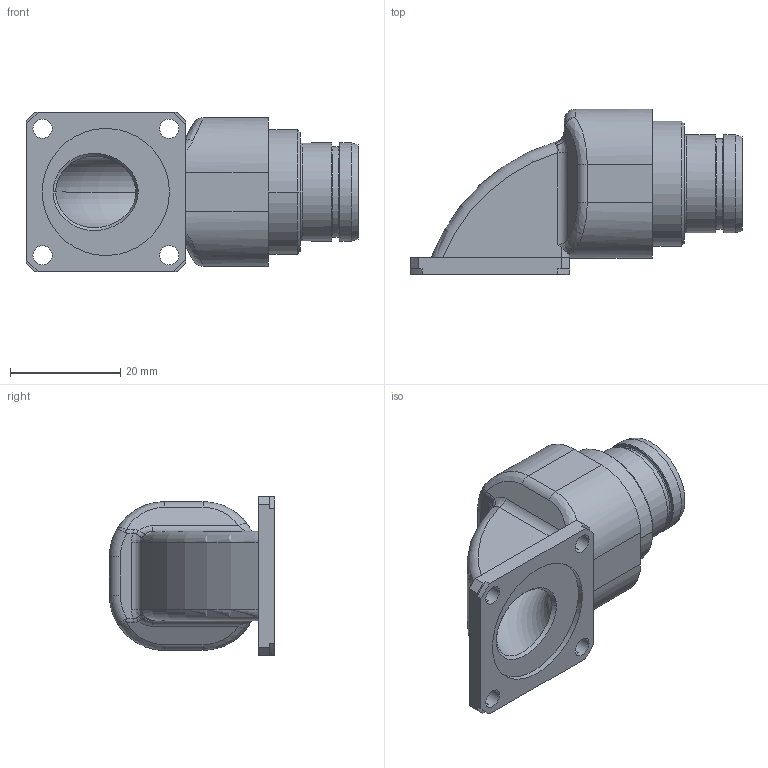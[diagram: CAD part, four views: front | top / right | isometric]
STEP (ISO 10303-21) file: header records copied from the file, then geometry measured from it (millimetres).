
FILE_DESCRIPTION((''),'2;1');
FILE_NAME('1331EC295FZ','2024-07-22T11:37:42',('paultorloting'),('NET AG system integration'),'CREO PARAMETRIC BY PTC INC, 2021404','CREO PARAMETRIC BY PTC INC, 2021404','');
FILE_SCHEMA(('AUTOMOTIVE_DESIGN { 1 0 10303 214 1 1 1 1 }'));
Length unit declared in the file: millimetre
Products named in the file (1): 1331EC295FZ
Bounding box: 60.3 x 30 x 29 mm (x, y, z)
Volume: 15680.8 mm3; surface area: 12283.7 mm2
Topology: 1 solids, 1 shells, 865 faces, 2271 edges, 1479 vertices
Faces by surface type: plane 481, cylinder 220, cone 80, torus 59, bspline 25
Entity records: 32412 total; most frequent: CARTESIAN_POINT 7153, ORIENTED_EDGE 4522, DIRECTION 4410, EDGE_CURVE 2261, AXIS2_PLACEMENT_3D 1500, VERTEX_POINT 1480, VECTOR 1407, LINE 1407
